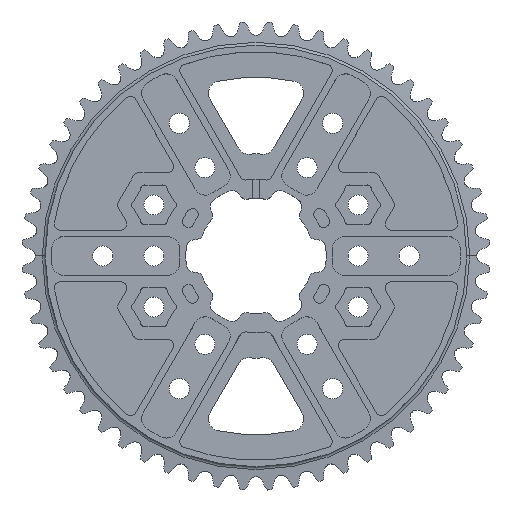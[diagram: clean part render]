
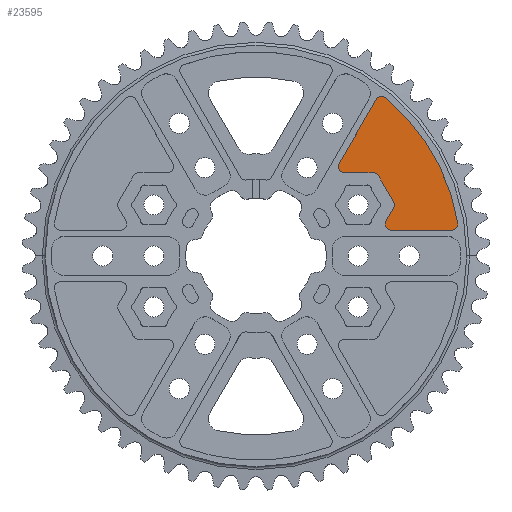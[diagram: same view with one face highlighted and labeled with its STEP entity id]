
A CAD part, top view. The second image highlights one B-rep face of the part: STEP entity #23595.
In plain terms, the highlighted planar face has unit normal (0, 0, 1).
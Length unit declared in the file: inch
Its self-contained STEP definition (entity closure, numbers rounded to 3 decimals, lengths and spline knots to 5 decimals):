
#770 = DIRECTION ( 'NONE',  ( 0., 0., 1. ) ) ;
#1625 = ORIENTED_EDGE ( 'NONE', *, *, #27140, .T. ) ;
#1653 = CARTESIAN_POINT ( 'NONE',  ( 0.80629, -0.46551, 0.03125 ) ) ;
#1712 = DIRECTION ( 'NONE',  ( 0., 0., 1. ) ) ;
#1728 = EDGE_CURVE ( 'NONE', #16053, #24962, #3457, .T. ) ;
#2109 = CARTESIAN_POINT ( 'NONE',  ( 1.14663, 0.815, 0.03125 ) ) ;
#3177 = CARTESIAN_POINT ( 'NONE',  ( 1.32653, 0.31352, 0.03125 ) ) ;
#3457 = CIRCLE ( 'NONE', #32983, 0.06102 ) ;
#3603 = CARTESIAN_POINT ( 'NONE',  ( 1.91532, 0.2525, 0.03125 ) ) ;
#3752 = VERTEX_POINT ( 'NONE', #16831 ) ;
#4736 = FACE_OUTER_BOUND ( 'NONE', #15919, .T. ) ;
#5149 = DIRECTION ( 'NONE',  ( 1., 0., 0. ) ) ;
#5358 = VERTEX_POINT ( 'NONE', #24701 ) ;
#5684 = VECTOR ( 'NONE', #28248, 39.37008 ) ;
#5807 = CIRCLE ( 'NONE', #9417, 0.06102 ) ;
#6931 = VECTOR ( 'NONE', #15528, 39.37008 ) ;
#7367 = VECTOR ( 'NONE', #20122, 39.37008 ) ;
#7382 = DIRECTION ( 'NONE',  ( 1., 0., 0. ) ) ;
#7885 = EDGE_CURVE ( 'NONE', #8832, #23005, #34476, .T. ) ;
#8134 = VERTEX_POINT ( 'NONE', #2109 ) ;
#8177 = VERTEX_POINT ( 'NONE', #3603 ) ;
#8581 = VERTEX_POINT ( 'NONE', #20365 ) ;
#8616 = CARTESIAN_POINT ( 'NONE',  ( 1.2393, 0.71551, 0.03125 ) ) ;
#8832 = VERTEX_POINT ( 'NONE', #22385 ) ;
#9037 = AXIS2_PLACEMENT_3D ( 'NONE', #13643, #30999, #5149 ) ;
#9326 = CARTESIAN_POINT ( 'NONE',  ( 0., 0.815, 0.03125 ) ) ;
#9417 = AXIS2_PLACEMENT_3D ( 'NONE', #3177, #11673, #29228 ) ;
#9474 = CARTESIAN_POINT ( 'NONE',  ( 1.22918, 1.50196, 0.03125 ) ) ;
#9670 = DIRECTION ( 'NONE',  ( 1., 0., 0. ) ) ;
#9936 = ORIENTED_EDGE ( 'NONE', *, *, #16857, .F. ) ;
#10562 = EDGE_CURVE ( 'NONE', #21280, #3752, #11157, .T. ) ;
#10880 = AXIS2_PLACEMENT_3D ( 'NONE', #12498, #1712, #7382 ) ;
#10981 = EDGE_CURVE ( 'NONE', #34835, #30071, #21412, .T. ) ;
#11035 = ORIENTED_EDGE ( 'NONE', *, *, #18417, .T. ) ;
#11157 = CIRCLE ( 'NONE', #30429, 0.06102 ) ;
#11673 = DIRECTION ( 'NONE',  ( 0., 0., 1. ) ) ;
#12125 = DIRECTION ( 'NONE',  ( 0., 0., -1. ) ) ;
#12155 = AXIS2_PLACEMENT_3D ( 'NONE', #24044, #35390, #35746 ) ;
#12498 = CARTESIAN_POINT ( 'NONE',  ( 0., 0., 0.03125 ) ) ;
#12508 = CARTESIAN_POINT ( 'NONE',  ( 1.14663, 0.75398, 0.03125 ) ) ;
#12525 = LINE ( 'NONE', #9326, #6931 ) ;
#13237 = PLANE ( 'NONE',  #10880 ) ;
#13510 = CARTESIAN_POINT ( 'NONE',  ( 0.81495, 0.90654, 0.03125 ) ) ;
#13643 = CARTESIAN_POINT ( 'NONE',  ( 1.91532, 0.31352, 0.03125 ) ) ;
#14217 = CARTESIAN_POINT ( 'NONE',  ( 1.97555, 0.32338, 0.03125 ) ) ;
#14437 = CIRCLE ( 'NONE', #30678, 0.06102 ) ;
#14664 = ORIENTED_EDGE ( 'NONE', *, *, #31443, .F. ) ;
#14698 = CARTESIAN_POINT ( 'NONE',  ( 1.34611, 0.46949, 0.03125 ) ) ;
#14801 = CIRCLE ( 'NONE', #35892, 0.06102 ) ;
#14877 = VERTEX_POINT ( 'NONE', #26287 ) ;
#15026 = CARTESIAN_POINT ( 'NONE',  ( 1.17633, 1.53247, 0.03125 ) ) ;
#15137 = LINE ( 'NONE', #20798, #36127 ) ;
#15528 = DIRECTION ( 'NONE',  ( -1., 0., 0. ) ) ;
#15836 = DIRECTION ( 'NONE',  ( 0., 0., 1. ) ) ;
#15919 = EDGE_LOOP ( 'NONE', ( #20685, #18162, #9936, #33190, #30505, #22779, #30541, #14664, #11035, #22592, #33561, #21396, #1625, #31509 ) ) ;
#16053 = VERTEX_POINT ( 'NONE', #32251 ) ;
#16069 = EDGE_CURVE ( 'NONE', #14877, #28526, #14801, .T. ) ;
#16831 = CARTESIAN_POINT ( 'NONE',  ( 0.8678, 0.815, 0.03125 ) ) ;
#16857 = EDGE_CURVE ( 'NONE', #8134, #3752, #12525, .T. ) ;
#17344 = CARTESIAN_POINT ( 'NONE',  ( 1.29327, 0.5, 0.03125 ) ) ;
#17899 = DIRECTION ( 'NONE',  ( 0., 0., -1. ) ) ;
#18162 = ORIENTED_EDGE ( 'NONE', *, *, #10562, .T. ) ;
#18179 = CARTESIAN_POINT ( 'NONE',  ( 0.8678, 0.87602, 0.03125 ) ) ;
#18417 = EDGE_CURVE ( 'NONE', #8581, #5358, #5807, .T. ) ;
#19985 = CIRCLE ( 'NONE', #12155, 0.06102 ) ;
#20122 = DIRECTION ( 'NONE',  ( -0.5, 0.866, 0. ) ) ;
#20365 = CARTESIAN_POINT ( 'NONE',  ( 1.27368, 0.34404, 0.03125 ) ) ;
#20685 = ORIENTED_EDGE ( 'NONE', *, *, #29872, .T. ) ;
#20798 = CARTESIAN_POINT ( 'NONE',  ( 0., 0.2525, 0.03125 ) ) ;
#21280 = VERTEX_POINT ( 'NONE', #13510 ) ;
#21396 = ORIENTED_EDGE ( 'NONE', *, *, #1728, .T. ) ;
#21412 = CIRCLE ( 'NONE', #33470, 0.06102 ) ;
#21420 = CIRCLE ( 'NONE', #37085, 2.00184 ) ;
#21809 = CARTESIAN_POINT ( 'NONE',  ( 0.21867, -0.12625, 0.03125 ) ) ;
#21810 = EDGE_CURVE ( 'NONE', #5358, #8177, #15137, .T. ) ;
#21912 = EDGE_CURVE ( 'NONE', #8134, #23005, #14437, .T. ) ;
#22242 = EDGE_CURVE ( 'NONE', #8177, #16053, #37366, .T. ) ;
#22385 = CARTESIAN_POINT ( 'NONE',  ( 1.34611, 0.53051, 0.03125 ) ) ;
#22592 = ORIENTED_EDGE ( 'NONE', *, *, #21810, .T. ) ;
#22779 = ORIENTED_EDGE ( 'NONE', *, *, #24646, .T. ) ;
#23005 = VERTEX_POINT ( 'NONE', #33928 ) ;
#23595 = ADVANCED_FACE ( 'NONE', ( #4736 ), #13237, .T. ) ;
#23626 = DIRECTION ( 'NONE',  ( 1., 0., 0. ) ) ;
#24044 = CARTESIAN_POINT ( 'NONE',  ( 1.29327, 0.5, 0.03125 ) ) ;
#24646 = EDGE_CURVE ( 'NONE', #8832, #14877, #19985, .T. ) ;
#24669 = LINE ( 'NONE', #1653, #5684 ) ;
#24701 = CARTESIAN_POINT ( 'NONE',  ( 1.32653, 0.2525, 0.03125 ) ) ;
#24962 = VERTEX_POINT ( 'NONE', #14217 ) ;
#26284 = CARTESIAN_POINT ( 'NONE',  ( 1.26783, 1.54918, 0.03125 ) ) ;
#26287 = CARTESIAN_POINT ( 'NONE',  ( 1.35429, 0.5, 0.03125 ) ) ;
#26945 = DIRECTION ( 'NONE',  ( 0., 0., 1. ) ) ;
#27140 = EDGE_CURVE ( 'NONE', #24962, #34835, #21420, .T. ) ;
#27178 = DIRECTION ( 'NONE',  ( 1., 0., 0. ) ) ;
#28248 = DIRECTION ( 'NONE',  ( 0.5, 0.866, 0. ) ) ;
#28526 = VERTEX_POINT ( 'NONE', #14698 ) ;
#29228 = DIRECTION ( 'NONE',  ( 1., 0., 0. ) ) ;
#29872 = EDGE_CURVE ( 'NONE', #30071, #21280, #30147, .T. ) ;
#29944 = VECTOR ( 'NONE', #30524, 39.37008 ) ;
#30071 = VERTEX_POINT ( 'NONE', #15026 ) ;
#30074 = DIRECTION ( 'NONE',  ( 1., 0., 0. ) ) ;
#30147 = LINE ( 'NONE', #21809, #29944 ) ;
#30429 = AXIS2_PLACEMENT_3D ( 'NONE', #18179, #33089, #30074 ) ;
#30505 = ORIENTED_EDGE ( 'NONE', *, *, #7885, .F. ) ;
#30524 = DIRECTION ( 'NONE',  ( -0.5, -0.866, 0. ) ) ;
#30541 = ORIENTED_EDGE ( 'NONE', *, *, #16069, .T. ) ;
#30678 = AXIS2_PLACEMENT_3D ( 'NONE', #12508, #12125, #23626 ) ;
#30706 = CARTESIAN_POINT ( 'NONE',  ( 1.91532, 0.31352, 0.03125 ) ) ;
#30999 = DIRECTION ( 'NONE',  ( 0., 0., 1. ) ) ;
#31443 = EDGE_CURVE ( 'NONE', #8581, #28526, #24669, .T. ) ;
#31509 = ORIENTED_EDGE ( 'NONE', *, *, #10981, .T. ) ;
#32251 = CARTESIAN_POINT ( 'NONE',  ( 1.97635, 0.31352, 0.03125 ) ) ;
#32471 = CARTESIAN_POINT ( 'NONE',  ( 0., 0., 0.03125 ) ) ;
#32983 = AXIS2_PLACEMENT_3D ( 'NONE', #30706, #26945, #35626 ) ;
#33089 = DIRECTION ( 'NONE',  ( 0., 0., 1. ) ) ;
#33190 = ORIENTED_EDGE ( 'NONE', *, *, #21912, .T. ) ;
#33470 = AXIS2_PLACEMENT_3D ( 'NONE', #9474, #770, #27178 ) ;
#33561 = ORIENTED_EDGE ( 'NONE', *, *, #22242, .T. ) ;
#33928 = CARTESIAN_POINT ( 'NONE',  ( 1.19948, 0.78449, 0.03125 ) ) ;
#34476 = LINE ( 'NONE', #8616, #7367 ) ;
#34727 = DIRECTION ( 'NONE',  ( 1., 0., 0. ) ) ;
#34835 = VERTEX_POINT ( 'NONE', #26284 ) ;
#35390 = DIRECTION ( 'NONE',  ( 0., 0., -1. ) ) ;
#35493 = DIRECTION ( 'NONE',  ( 1., 0., 0. ) ) ;
#35626 = DIRECTION ( 'NONE',  ( 1., 0., 0. ) ) ;
#35746 = DIRECTION ( 'NONE',  ( 1., 0., 0. ) ) ;
#35892 = AXIS2_PLACEMENT_3D ( 'NONE', #17344, #17899, #34727 ) ;
#36127 = VECTOR ( 'NONE', #9670, 39.37008 ) ;
#37085 = AXIS2_PLACEMENT_3D ( 'NONE', #32471, #15836, #35493 ) ;
#37366 = CIRCLE ( 'NONE', #9037, 0.06102 ) ;
